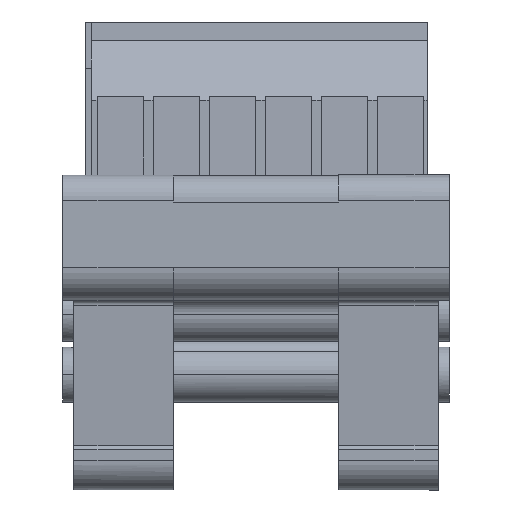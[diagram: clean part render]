
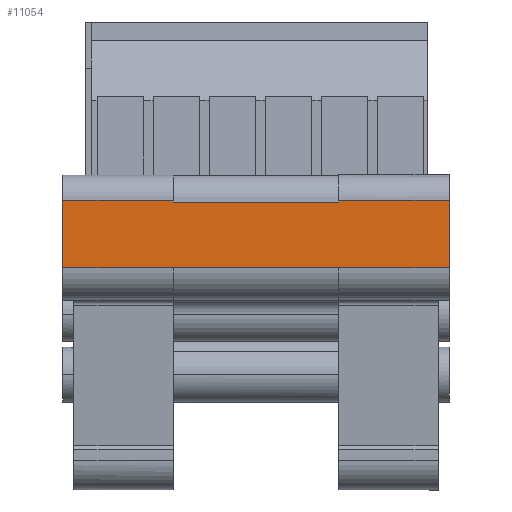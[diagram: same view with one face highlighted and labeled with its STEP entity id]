
A CAD part, front view. The second image highlights one B-rep face of the part: STEP entity #11054.
In plain terms, the highlighted planar face has unit normal (0, -1, 0).
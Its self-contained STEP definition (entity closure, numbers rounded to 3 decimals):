
#10954=AXIS2_PLACEMENT_3D('Circle Axis2P3D',#10952,#10953,$) ;
#10977=AXIS2_PLACEMENT_3D('Plane Axis2P3D',#10974,#10975,#10976) ;
#10934=CARTESIAN_POINT('Vertex',(25.,0.,20.159)) ;
#10938=CARTESIAN_POINT('Control Point',(25.,0.,20.159)) ;
#10939=CARTESIAN_POINT('Control Point',(25.,0.,20.173)) ;
#10940=CARTESIAN_POINT('Control Point',(25.,0.,20.186)) ;
#10941=CARTESIAN_POINT('Control Point',(25.,0.,20.199)) ;
#10942=CARTESIAN_POINT('Vertex',(25.,0.,20.199)) ;
#10945=CARTESIAN_POINT('Line Origine',(10.,0.,20.199)) ;
#10949=CARTESIAN_POINT('Vertex',(10.,0.,20.199)) ;
#10952=CARTESIAN_POINT('Axis2P3D Location',(10.,3.,20.199)) ;
#10956=CARTESIAN_POINT('Vertex',(10.,0.,20.159)) ;
#10974=CARTESIAN_POINT('Axis2P3D Location',(10.,0.,20.199)) ;
#10979=CARTESIAN_POINT('Line Origine',(30.,0.,20.159)) ;
#10983=CARTESIAN_POINT('Vertex',(35.,0.,20.159)) ;
#10986=CARTESIAN_POINT('Line Origine',(35.,0.,23.209)) ;
#10990=CARTESIAN_POINT('Vertex',(35.,0.,26.258)) ;
#10993=CARTESIAN_POINT('Line Origine',(30.,0.,26.258)) ;
#10997=CARTESIAN_POINT('Vertex',(25.,0.,26.258)) ;
#11000=CARTESIAN_POINT('Line Origine',(25.,0.,26.179)) ;
#11004=CARTESIAN_POINT('Vertex',(25.,0.,26.099)) ;
#11007=CARTESIAN_POINT('Line Origine',(17.5,0.,26.099)) ;
#11011=CARTESIAN_POINT('Vertex',(10.,0.,26.099)) ;
#11014=CARTESIAN_POINT('Line Origine',(10.,0.,26.179)) ;
#11018=CARTESIAN_POINT('Vertex',(10.,0.,26.258)) ;
#11021=CARTESIAN_POINT('Line Origine',(5.,0.,26.258)) ;
#11025=CARTESIAN_POINT('Vertex',(0.,0.,26.258)) ;
#11028=CARTESIAN_POINT('Line Origine',(0.,0.,23.209)) ;
#11032=CARTESIAN_POINT('Vertex',(0.,0.,20.159)) ;
#11035=CARTESIAN_POINT('Line Origine',(5.,0.,20.159)) ;
#10946=DIRECTION('Vector Direction',(1.,0.,0.)) ;
#10953=DIRECTION('Axis2P3D Direction',(1.,0.,0.)) ;
#10975=DIRECTION('Axis2P3D Direction',(0.,1.,0.)) ;
#10976=DIRECTION('Axis2P3D XDirection',(-1.,0.,0.)) ;
#10980=DIRECTION('Vector Direction',(-1.,0.,0.)) ;
#10987=DIRECTION('Vector Direction',(0.,0.,-1.)) ;
#10994=DIRECTION('Vector Direction',(-1.,0.,0.)) ;
#11001=DIRECTION('Vector Direction',(0.,0.,-1.)) ;
#11008=DIRECTION('Vector Direction',(1.,0.,0.)) ;
#11015=DIRECTION('Vector Direction',(0.,0.,1.)) ;
#11022=DIRECTION('Vector Direction',(-1.,0.,0.)) ;
#11029=DIRECTION('Vector Direction',(0.,0.,-1.)) ;
#11036=DIRECTION('Vector Direction',(-1.,0.,0.)) ;
#10947=VECTOR('Line Direction',#10946,1.) ;
#10981=VECTOR('Line Direction',#10980,1.) ;
#10988=VECTOR('Line Direction',#10987,1.) ;
#10995=VECTOR('Line Direction',#10994,1.) ;
#11002=VECTOR('Line Direction',#11001,1.) ;
#11009=VECTOR('Line Direction',#11008,1.) ;
#11016=VECTOR('Line Direction',#11015,1.) ;
#11023=VECTOR('Line Direction',#11022,1.) ;
#11030=VECTOR('Line Direction',#11029,1.) ;
#11037=VECTOR('Line Direction',#11036,1.) ;
#11041=ORIENTED_EDGE('',*,*,#10951,.T.) ;
#11042=ORIENTED_EDGE('',*,*,#10944,.F.) ;
#11043=ORIENTED_EDGE('',*,*,#10985,.F.) ;
#11044=ORIENTED_EDGE('',*,*,#10992,.F.) ;
#11045=ORIENTED_EDGE('',*,*,#10999,.T.) ;
#11046=ORIENTED_EDGE('',*,*,#11006,.T.) ;
#11047=ORIENTED_EDGE('',*,*,#11013,.F.) ;
#11048=ORIENTED_EDGE('',*,*,#11020,.T.) ;
#11049=ORIENTED_EDGE('',*,*,#11027,.T.) ;
#11050=ORIENTED_EDGE('',*,*,#11034,.T.) ;
#11051=ORIENTED_EDGE('',*,*,#11039,.F.) ;
#11052=ORIENTED_EDGE('',*,*,#10958,.T.) ;
#11054=ADVANCED_FACE('NONE',(#11053),#10978,.F.) ;
#10937=B_SPLINE_CURVE_WITH_KNOTS('',3,(#10938,#10939,#10940,#10941),.UNSPECIFIED.,.F.,.U.,(4,4),(-0.02,0.02),.UNSPECIFIED.) ;
#10955=CIRCLE('generated circle',#10954,3.) ;
#10944=EDGE_CURVE('',#10935,#10943,#10937,.T.) ;
#10951=EDGE_CURVE('',#10950,#10943,#10948,.T.) ;
#10958=EDGE_CURVE('',#10957,#10950,#10955,.F.) ;
#10985=EDGE_CURVE('',#10984,#10935,#10982,.T.) ;
#10992=EDGE_CURVE('',#10991,#10984,#10989,.T.) ;
#10999=EDGE_CURVE('',#10991,#10998,#10996,.T.) ;
#11006=EDGE_CURVE('',#10998,#11005,#11003,.T.) ;
#11013=EDGE_CURVE('',#11012,#11005,#11010,.T.) ;
#11020=EDGE_CURVE('',#11012,#11019,#11017,.T.) ;
#11027=EDGE_CURVE('',#11019,#11026,#11024,.T.) ;
#11034=EDGE_CURVE('',#11026,#11033,#11031,.T.) ;
#11039=EDGE_CURVE('',#10957,#11033,#11038,.T.) ;
#11040=EDGE_LOOP('',(#11041,#11042,#11043,#11044,#11045,#11046,#11047,#11048,#11049,#11050,#11051,#11052)) ;
#11053=FACE_OUTER_BOUND('',#11040,.T.) ;
#10948=LINE('Line',#10945,#10947) ;
#10982=LINE('Line',#10979,#10981) ;
#10989=LINE('Line',#10986,#10988) ;
#10996=LINE('Line',#10993,#10995) ;
#11003=LINE('Line',#11000,#11002) ;
#11010=LINE('Line',#11007,#11009) ;
#11017=LINE('Line',#11014,#11016) ;
#11024=LINE('Line',#11021,#11023) ;
#11031=LINE('Line',#11028,#11030) ;
#11038=LINE('Line',#11035,#11037) ;
#10978=PLANE('',#10977) ;
#10935=VERTEX_POINT('',#10934) ;
#10943=VERTEX_POINT('',#10942) ;
#10950=VERTEX_POINT('',#10949) ;
#10957=VERTEX_POINT('',#10956) ;
#10984=VERTEX_POINT('',#10983) ;
#10991=VERTEX_POINT('',#10990) ;
#10998=VERTEX_POINT('',#10997) ;
#11005=VERTEX_POINT('',#11004) ;
#11012=VERTEX_POINT('',#11011) ;
#11019=VERTEX_POINT('',#11018) ;
#11026=VERTEX_POINT('',#11025) ;
#11033=VERTEX_POINT('',#11032) ;
